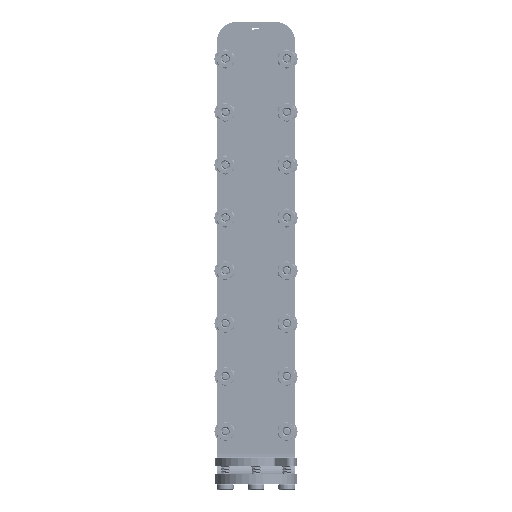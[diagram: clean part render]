
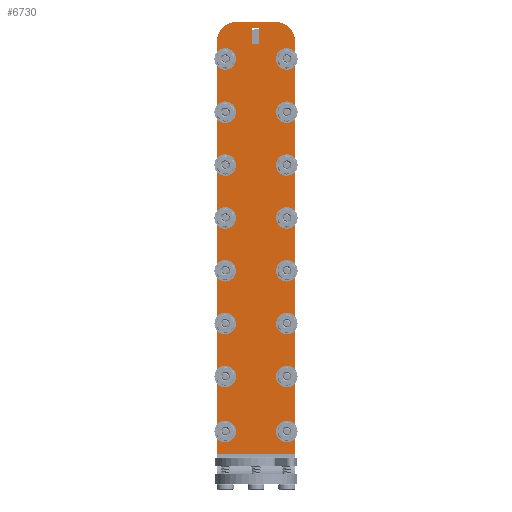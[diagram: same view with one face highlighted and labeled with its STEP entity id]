
A CAD part, front view. The second image highlights one B-rep face of the part: STEP entity #6730.
In plain terms, the highlighted planar face has unit normal (0, -1, 0).
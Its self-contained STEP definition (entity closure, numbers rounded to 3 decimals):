
#736=FACE_BOUND('',#1750,.T.);
#737=FACE_BOUND('',#1751,.T.);
#738=FACE_BOUND('',#1752,.T.);
#739=FACE_BOUND('',#1753,.T.);
#740=FACE_BOUND('',#1754,.T.);
#741=FACE_BOUND('',#1755,.T.);
#742=FACE_BOUND('',#1756,.T.);
#743=FACE_BOUND('',#1757,.T.);
#744=FACE_BOUND('',#1758,.T.);
#745=FACE_BOUND('',#1759,.T.);
#746=FACE_BOUND('',#1760,.T.);
#747=FACE_BOUND('',#1761,.T.);
#748=FACE_BOUND('',#1762,.T.);
#749=FACE_BOUND('',#1763,.T.);
#750=FACE_BOUND('',#1764,.T.);
#751=FACE_BOUND('',#1765,.T.);
#752=FACE_BOUND('',#1766,.T.);
#847=CIRCLE('',#7212,1.7);
#849=CIRCLE('',#7215,1.7);
#851=CIRCLE('',#7218,1.7);
#853=CIRCLE('',#7221,1.7);
#855=CIRCLE('',#7224,1.7);
#857=CIRCLE('',#7227,1.7);
#859=CIRCLE('',#7230,1.7);
#861=CIRCLE('',#7233,1.7);
#863=CIRCLE('',#7236,1.7);
#865=CIRCLE('',#7239,1.7);
#867=CIRCLE('',#7242,1.7);
#869=CIRCLE('',#7245,1.7);
#871=CIRCLE('',#7248,1.7);
#873=CIRCLE('',#7251,1.7);
#875=CIRCLE('',#7254,1.7);
#877=CIRCLE('',#7257,1.7);
#889=CIRCLE('',#7275,6.231);
#892=CIRCLE('',#7280,6.231);
#1357=FACE_OUTER_BOUND('',#1749,.T.);
#1749=EDGE_LOOP('',(#4740,#4741,#4742,#4743,#4744,#4745));
#1750=EDGE_LOOP('',(#4746,#4747,#4748,#4749));
#1751=EDGE_LOOP('',(#4750));
#1752=EDGE_LOOP('',(#4751));
#1753=EDGE_LOOP('',(#4752));
#1754=EDGE_LOOP('',(#4753));
#1755=EDGE_LOOP('',(#4754));
#1756=EDGE_LOOP('',(#4755));
#1757=EDGE_LOOP('',(#4756));
#1758=EDGE_LOOP('',(#4757));
#1759=EDGE_LOOP('',(#4758));
#1760=EDGE_LOOP('',(#4759));
#1761=EDGE_LOOP('',(#4760));
#1762=EDGE_LOOP('',(#4761));
#1763=EDGE_LOOP('',(#4762));
#1764=EDGE_LOOP('',(#4763));
#1765=EDGE_LOOP('',(#4764));
#1766=EDGE_LOOP('',(#4765));
#2226=LINE('',#9896,#2626);
#2229=LINE('',#9902,#2629);
#2232=LINE('',#9908,#2632);
#2235=LINE('',#9912,#2635);
#2259=LINE('',#10050,#2659);
#2264=LINE('',#10064,#2664);
#2265=LINE('',#10068,#2665);
#2266=LINE('',#10069,#2666);
#2626=VECTOR('',#7973,10.);
#2629=VECTOR('',#7978,10.);
#2632=VECTOR('',#7983,10.);
#2635=VECTOR('',#7988,10.);
#2659=VECTOR('',#8146,10.);
#2664=VECTOR('',#8157,10.);
#2665=VECTOR('',#8160,10.);
#2666=VECTOR('',#8161,10.);
#3026=VERTEX_POINT('',#9893);
#3027=VERTEX_POINT('',#9895);
#3029=VERTEX_POINT('',#9901);
#3031=VERTEX_POINT('',#9907);
#3033=VERTEX_POINT('',#9916);
#3035=VERTEX_POINT('',#9922);
#3037=VERTEX_POINT('',#9928);
#3039=VERTEX_POINT('',#9934);
#3041=VERTEX_POINT('',#9940);
#3043=VERTEX_POINT('',#9946);
#3045=VERTEX_POINT('',#9952);
#3047=VERTEX_POINT('',#9958);
#3049=VERTEX_POINT('',#9964);
#3051=VERTEX_POINT('',#9970);
#3053=VERTEX_POINT('',#9976);
#3055=VERTEX_POINT('',#9982);
#3057=VERTEX_POINT('',#9988);
#3059=VERTEX_POINT('',#9994);
#3061=VERTEX_POINT('',#10000);
#3063=VERTEX_POINT('',#10006);
#3076=VERTEX_POINT('',#10043);
#3077=VERTEX_POINT('',#10045);
#3078=VERTEX_POINT('',#10049);
#3084=VERTEX_POINT('',#10063);
#3085=VERTEX_POINT('',#10065);
#3086=VERTEX_POINT('',#10067);
#3650=EDGE_CURVE('',#3027,#3026,#2226,.T.);
#3653=EDGE_CURVE('',#3029,#3027,#2229,.T.);
#3656=EDGE_CURVE('',#3031,#3029,#2232,.T.);
#3659=EDGE_CURVE('',#3026,#3031,#2235,.T.);
#3662=EDGE_CURVE('',#3033,#3033,#847,.T.);
#3665=EDGE_CURVE('',#3035,#3035,#849,.T.);
#3668=EDGE_CURVE('',#3037,#3037,#851,.T.);
#3671=EDGE_CURVE('',#3039,#3039,#853,.T.);
#3674=EDGE_CURVE('',#3041,#3041,#855,.T.);
#3677=EDGE_CURVE('',#3043,#3043,#857,.T.);
#3680=EDGE_CURVE('',#3045,#3045,#859,.T.);
#3683=EDGE_CURVE('',#3047,#3047,#861,.T.);
#3686=EDGE_CURVE('',#3049,#3049,#863,.T.);
#3689=EDGE_CURVE('',#3051,#3051,#865,.T.);
#3692=EDGE_CURVE('',#3053,#3053,#867,.T.);
#3695=EDGE_CURVE('',#3055,#3055,#869,.T.);
#3698=EDGE_CURVE('',#3057,#3057,#871,.T.);
#3701=EDGE_CURVE('',#3059,#3059,#873,.T.);
#3704=EDGE_CURVE('',#3061,#3061,#875,.T.);
#3707=EDGE_CURVE('',#3063,#3063,#877,.T.);
#3725=EDGE_CURVE('',#3076,#3077,#889,.T.);
#3727=EDGE_CURVE('',#3078,#3077,#2259,.T.);
#3734=EDGE_CURVE('',#3084,#3076,#2264,.T.);
#3735=EDGE_CURVE('',#3085,#3084,#892,.T.);
#3736=EDGE_CURVE('',#3086,#3085,#2265,.T.);
#3737=EDGE_CURVE('',#3078,#3086,#2266,.T.);
#4740=ORIENTED_EDGE('',*,*,#3725,.F.);
#4741=ORIENTED_EDGE('',*,*,#3734,.F.);
#4742=ORIENTED_EDGE('',*,*,#3735,.F.);
#4743=ORIENTED_EDGE('',*,*,#3736,.F.);
#4744=ORIENTED_EDGE('',*,*,#3737,.F.);
#4745=ORIENTED_EDGE('',*,*,#3727,.T.);
#4746=ORIENTED_EDGE('',*,*,#3650,.T.);
#4747=ORIENTED_EDGE('',*,*,#3659,.T.);
#4748=ORIENTED_EDGE('',*,*,#3656,.T.);
#4749=ORIENTED_EDGE('',*,*,#3653,.T.);
#4750=ORIENTED_EDGE('',*,*,#3662,.T.);
#4751=ORIENTED_EDGE('',*,*,#3665,.T.);
#4752=ORIENTED_EDGE('',*,*,#3668,.T.);
#4753=ORIENTED_EDGE('',*,*,#3671,.T.);
#4754=ORIENTED_EDGE('',*,*,#3674,.T.);
#4755=ORIENTED_EDGE('',*,*,#3677,.T.);
#4756=ORIENTED_EDGE('',*,*,#3680,.T.);
#4757=ORIENTED_EDGE('',*,*,#3683,.T.);
#4758=ORIENTED_EDGE('',*,*,#3686,.T.);
#4759=ORIENTED_EDGE('',*,*,#3689,.T.);
#4760=ORIENTED_EDGE('',*,*,#3692,.T.);
#4761=ORIENTED_EDGE('',*,*,#3695,.T.);
#4762=ORIENTED_EDGE('',*,*,#3698,.T.);
#4763=ORIENTED_EDGE('',*,*,#3701,.T.);
#4764=ORIENTED_EDGE('',*,*,#3704,.T.);
#4765=ORIENTED_EDGE('',*,*,#3707,.T.);
#6593=PLANE('',#7279);
#6730=ADVANCED_FACE('',(#1357,#736,#737,#738,#739,#740,#741,#742,#743,#744,
#745,#746,#747,#748,#749,#750,#751,#752),#6593,.T.);
#7212=AXIS2_PLACEMENT_3D('',#9918,#7994,#7995);
#7215=AXIS2_PLACEMENT_3D('',#9924,#8001,#8002);
#7218=AXIS2_PLACEMENT_3D('',#9930,#8008,#8009);
#7221=AXIS2_PLACEMENT_3D('',#9936,#8015,#8016);
#7224=AXIS2_PLACEMENT_3D('',#9942,#8022,#8023);
#7227=AXIS2_PLACEMENT_3D('',#9948,#8029,#8030);
#7230=AXIS2_PLACEMENT_3D('',#9954,#8036,#8037);
#7233=AXIS2_PLACEMENT_3D('',#9960,#8043,#8044);
#7236=AXIS2_PLACEMENT_3D('',#9966,#8050,#8051);
#7239=AXIS2_PLACEMENT_3D('',#9972,#8057,#8058);
#7242=AXIS2_PLACEMENT_3D('',#9978,#8064,#8065);
#7245=AXIS2_PLACEMENT_3D('',#9984,#8071,#8072);
#7248=AXIS2_PLACEMENT_3D('',#9990,#8078,#8079);
#7251=AXIS2_PLACEMENT_3D('',#9996,#8085,#8086);
#7254=AXIS2_PLACEMENT_3D('',#10002,#8092,#8093);
#7257=AXIS2_PLACEMENT_3D('',#10008,#8099,#8100);
#7275=AXIS2_PLACEMENT_3D('',#10046,#8141,#8142);
#7279=AXIS2_PLACEMENT_3D('',#10062,#8155,#8156);
#7280=AXIS2_PLACEMENT_3D('',#10066,#8158,#8159);
#7973=DIRECTION('',(0.,0.,1.));
#7978=DIRECTION('',(-1.,0.,0.));
#7983=DIRECTION('',(0.,0.,-1.));
#7988=DIRECTION('',(1.,0.,0.));
#7994=DIRECTION('center_axis',(0.,1.,0.));
#7995=DIRECTION('ref_axis',(1.,0.,0.));
#8001=DIRECTION('center_axis',(0.,1.,0.));
#8002=DIRECTION('ref_axis',(1.,0.,0.));
#8008=DIRECTION('center_axis',(0.,1.,0.));
#8009=DIRECTION('ref_axis',(1.,0.,0.));
#8015=DIRECTION('center_axis',(0.,1.,0.));
#8016=DIRECTION('ref_axis',(1.,0.,0.));
#8022=DIRECTION('center_axis',(0.,1.,0.));
#8023=DIRECTION('ref_axis',(1.,0.,0.));
#8029=DIRECTION('center_axis',(0.,1.,0.));
#8030=DIRECTION('ref_axis',(1.,0.,0.));
#8036=DIRECTION('center_axis',(0.,1.,0.));
#8037=DIRECTION('ref_axis',(1.,0.,0.));
#8043=DIRECTION('center_axis',(0.,1.,0.));
#8044=DIRECTION('ref_axis',(1.,0.,0.));
#8050=DIRECTION('center_axis',(0.,1.,0.));
#8051=DIRECTION('ref_axis',(1.,0.,0.));
#8057=DIRECTION('center_axis',(0.,1.,0.));
#8058=DIRECTION('ref_axis',(1.,0.,0.));
#8064=DIRECTION('center_axis',(0.,1.,0.));
#8065=DIRECTION('ref_axis',(1.,0.,0.));
#8071=DIRECTION('center_axis',(0.,1.,0.));
#8072=DIRECTION('ref_axis',(1.,0.,0.));
#8078=DIRECTION('center_axis',(0.,1.,0.));
#8079=DIRECTION('ref_axis',(1.,0.,0.));
#8085=DIRECTION('center_axis',(0.,1.,0.));
#8086=DIRECTION('ref_axis',(1.,0.,0.));
#8092=DIRECTION('center_axis',(0.,1.,0.));
#8093=DIRECTION('ref_axis',(1.,0.,0.));
#8099=DIRECTION('center_axis',(0.,1.,0.));
#8100=DIRECTION('ref_axis',(1.,0.,0.));
#8141=DIRECTION('center_axis',(0.,1.,0.));
#8142=DIRECTION('ref_axis',(0.707,0.,0.707));
#8146=DIRECTION('',(0.,0.,1.));
#8155=DIRECTION('center_axis',(0.,-1.,0.));
#8156=DIRECTION('ref_axis',(1.,0.,0.));
#8157=DIRECTION('',(1.,0.,0.));
#8158=DIRECTION('center_axis',(0.,1.,0.));
#8159=DIRECTION('ref_axis',(-0.707,0.,0.707));
#8160=DIRECTION('',(0.,0.,1.));
#8161=DIRECTION('',(-1.,0.,0.));
#9893=CARTESIAN_POINT('',(-1.213,30.,148.065));
#9895=CARTESIAN_POINT('',(-1.213,30.,142.696));
#9896=CARTESIAN_POINT('',(-1.213,30.,71.348));
#9901=CARTESIAN_POINT('',(0.998,30.,142.696));
#9902=CARTESIAN_POINT('',(-5.851,30.,142.696));
#9907=CARTESIAN_POINT('',(0.998,30.,148.065));
#9908=CARTESIAN_POINT('',(0.998,30.,74.032));
#9912=CARTESIAN_POINT('',(-6.956,30.,148.065));
#9916=CARTESIAN_POINT('',(-11.7,30.,34.885));
#9918=CARTESIAN_POINT('Origin',(-10.,30.,34.885));
#9922=CARTESIAN_POINT('',(-11.7,30.,69.2));
#9924=CARTESIAN_POINT('Origin',(-10.,30.,69.2));
#9928=CARTESIAN_POINT('',(-11.7,30.,103.533));
#9930=CARTESIAN_POINT('Origin',(-10.,30.,103.533));
#9934=CARTESIAN_POINT('',(8.3,30.,120.7));
#9936=CARTESIAN_POINT('Origin',(10.,30.,120.7));
#9940=CARTESIAN_POINT('',(-11.7,30.,138.));
#9942=CARTESIAN_POINT('Origin',(-10.,30.,138.));
#9946=CARTESIAN_POINT('',(8.3,30.,86.367));
#9948=CARTESIAN_POINT('Origin',(10.,30.,86.367));
#9952=CARTESIAN_POINT('',(8.3,30.,52.043));
#9954=CARTESIAN_POINT('Origin',(10.,30.,52.043));
#9958=CARTESIAN_POINT('',(8.3,30.,17.));
#9960=CARTESIAN_POINT('Origin',(10.,30.,17.));
#9964=CARTESIAN_POINT('',(8.3,30.,34.885));
#9966=CARTESIAN_POINT('Origin',(10.,30.,34.885));
#9970=CARTESIAN_POINT('',(8.3,30.,69.2));
#9972=CARTESIAN_POINT('Origin',(10.,30.,69.2));
#9976=CARTESIAN_POINT('',(8.3,30.,103.533));
#9978=CARTESIAN_POINT('Origin',(10.,30.,103.533));
#9982=CARTESIAN_POINT('',(8.3,30.,138.));
#9984=CARTESIAN_POINT('Origin',(10.,30.,138.));
#9988=CARTESIAN_POINT('',(-11.7,30.,120.7));
#9990=CARTESIAN_POINT('Origin',(-10.,30.,120.7));
#9994=CARTESIAN_POINT('',(-11.7,30.,86.367));
#9996=CARTESIAN_POINT('Origin',(-10.,30.,86.367));
#10000=CARTESIAN_POINT('',(-11.7,30.,52.043));
#10002=CARTESIAN_POINT('Origin',(-10.,30.,52.043));
#10006=CARTESIAN_POINT('',(-11.7,30.,17.));
#10008=CARTESIAN_POINT('Origin',(-10.,30.,17.));
#10043=CARTESIAN_POINT('',(6.469,30.,150.));
#10045=CARTESIAN_POINT('',(12.7,30.,143.769));
#10046=CARTESIAN_POINT('Origin',(6.469,30.,143.769));
#10049=CARTESIAN_POINT('',(12.7,30.,9.78));
#10050=CARTESIAN_POINT('',(12.7,30.,0.));
#10062=CARTESIAN_POINT('Origin',(-12.7,30.,0.));
#10063=CARTESIAN_POINT('',(-6.469,30.,150.));
#10064=CARTESIAN_POINT('',(-12.7,30.,150.));
#10065=CARTESIAN_POINT('',(-12.7,30.,143.769));
#10066=CARTESIAN_POINT('Origin',(-6.469,30.,143.769));
#10067=CARTESIAN_POINT('',(-12.7,30.,9.78));
#10068=CARTESIAN_POINT('',(-12.7,30.,0.));
#10069=CARTESIAN_POINT('',(-6.35,30.,9.78));
